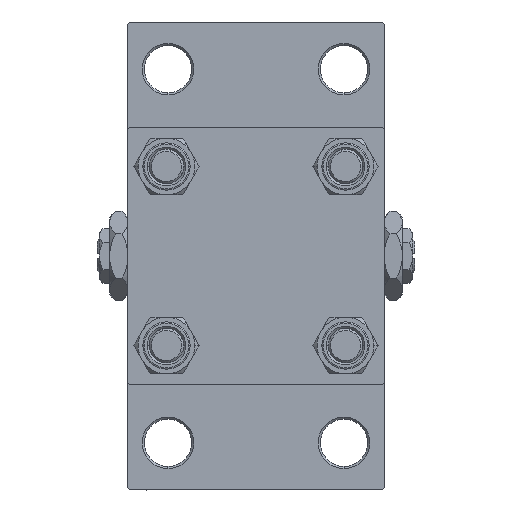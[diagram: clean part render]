
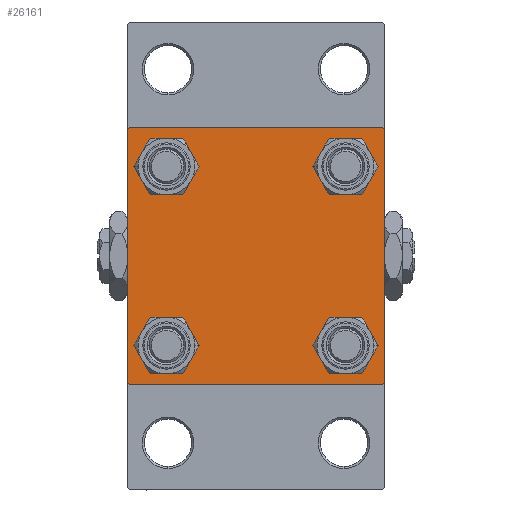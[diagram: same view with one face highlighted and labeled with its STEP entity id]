
A CAD part, left-side view. The second image highlights one B-rep face of the part: STEP entity #26161.
In plain terms, the highlighted planar face has unit normal (-1, 0, 0).
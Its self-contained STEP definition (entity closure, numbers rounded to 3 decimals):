
#981 = AXIS2_PLACEMENT_3D ( 'NONE', #48106, #28929, #14361 ) ;
#1088 = VECTOR ( 'NONE', #36086, 1000. ) ;
#1398 = AXIS2_PLACEMENT_3D ( 'NONE', #13773, #42849, #20902 ) ;
#1695 = LINE ( 'NONE', #35937, #2771 ) ;
#1858 = EDGE_LOOP ( 'NONE', ( #9103, #4483 ) ) ;
#1865 = EDGE_CURVE ( 'NONE', #24801, #36988, #31818, .T. ) ;
#2355 = CIRCLE ( 'NONE', #39347, 4.5 ) ;
#2429 = CIRCLE ( 'NONE', #43323, 4.5 ) ;
#2435 = LINE ( 'NONE', #16524, #30352 ) ;
#2437 = EDGE_CURVE ( 'NONE', #47394, #11327, #5089, .T. ) ;
#2771 = VECTOR ( 'NONE', #17446, 1000. ) ;
#2871 = ORIENTED_EDGE ( 'NONE', *, *, #48127, .T. ) ;
#3292 = EDGE_CURVE ( 'NONE', #32343, #41785, #6545, .T. ) ;
#3701 = CARTESIAN_POINT ( 'NONE',  ( 0., 30., 29.5 ) ) ;
#3945 = ORIENTED_EDGE ( 'NONE', *, *, #48295, .T. ) ;
#4483 = ORIENTED_EDGE ( 'NONE', *, *, #5375, .T. ) ;
#4877 = CARTESIAN_POINT ( 'NONE',  ( 0., 20.85, 16.35 ) ) ;
#4919 = VERTEX_POINT ( 'NONE', #46720 ) ;
#5089 = LINE ( 'NONE', #16665, #37337 ) ;
#5226 = ORIENTED_EDGE ( 'NONE', *, *, #44853, .T. ) ;
#5375 = EDGE_CURVE ( 'NONE', #41785, #32343, #46633, .T. ) ;
#5463 = AXIS2_PLACEMENT_3D ( 'NONE', #15280, #15520, #34745 ) ;
#6033 = VERTEX_POINT ( 'NONE', #18112 ) ;
#6166 = VERTEX_POINT ( 'NONE', #41034 ) ;
#6254 = LINE ( 'NONE', #36331, #31467 ) ;
#6545 = CIRCLE ( 'NONE', #19129, 4.5 ) ;
#7167 = ORIENTED_EDGE ( 'NONE', *, *, #46471, .T. ) ;
#7491 = CARTESIAN_POINT ( 'NONE',  ( 0., 30., -29.5 ) ) ;
#7958 = EDGE_CURVE ( 'NONE', #26647, #24036, #17106, .T. ) ;
#8600 = DIRECTION ( 'NONE',  ( 0., 0., 1. ) ) ;
#9103 = ORIENTED_EDGE ( 'NONE', *, *, #3292, .T. ) ;
#9927 = DIRECTION ( 'NONE',  ( 1., 0., 0. ) ) ;
#10489 = DIRECTION ( 'NONE',  ( 1., 0., 0. ) ) ;
#10556 = AXIS2_PLACEMENT_3D ( 'NONE', #44242, #10489, #25505 ) ;
#10777 = EDGE_CURVE ( 'NONE', #24036, #6033, #1695, .T. ) ;
#10949 = ORIENTED_EDGE ( 'NONE', *, *, #20762, .T. ) ;
#11289 = CARTESIAN_POINT ( 'NONE',  ( 0., -20.85, 20.85 ) ) ;
#11327 = VERTEX_POINT ( 'NONE', #12413 ) ;
#11373 = DIRECTION ( 'NONE',  ( 0., 0.707, 0.707 ) ) ;
#11539 = EDGE_LOOP ( 'NONE', ( #2871, #45318 ) ) ;
#12090 = ORIENTED_EDGE ( 'NONE', *, *, #10777, .T. ) ;
#12137 = ORIENTED_EDGE ( 'NONE', *, *, #33455, .F. ) ;
#12413 = CARTESIAN_POINT ( 'NONE',  ( 0., -30., -29.5 ) ) ;
#13773 = CARTESIAN_POINT ( 'NONE',  ( 0., -20.85, 20.85 ) ) ;
#14361 = DIRECTION ( 'NONE',  ( 0., 0., 1. ) ) ;
#15224 = EDGE_LOOP ( 'NONE', ( #20691, #5226 ) ) ;
#15280 = CARTESIAN_POINT ( 'NONE',  ( 0., 20.85, 20.85 ) ) ;
#15520 = DIRECTION ( 'NONE',  ( 1., 0., 0. ) ) ;
#15761 = CARTESIAN_POINT ( 'NONE',  ( 0., -20.85, -20.85 ) ) ;
#16115 = DIRECTION ( 'NONE',  ( 0., 0., 1. ) ) ;
#16164 = EDGE_CURVE ( 'NONE', #4919, #11327, #20925, .T. ) ;
#16328 = LINE ( 'NONE', #35311, #43863 ) ;
#16362 = FACE_BOUND ( 'NONE', #1858, .T. ) ;
#16524 = CARTESIAN_POINT ( 'NONE',  ( 0., 30., 30. ) ) ;
#16607 = FACE_BOUND ( 'NONE', #11539, .T. ) ;
#16665 = CARTESIAN_POINT ( 'NONE',  ( 0., -30., 30. ) ) ;
#17106 = LINE ( 'NONE', #39781, #1088 ) ;
#17446 = DIRECTION ( 'NONE',  ( 0., -0.707, -0.707 ) ) ;
#18112 = CARTESIAN_POINT ( 'NONE',  ( 0., 29.5, -30. ) ) ;
#18164 = AXIS2_PLACEMENT_3D ( 'NONE', #43440, #9927, #28170 ) ;
#18244 = CARTESIAN_POINT ( 'NONE',  ( 0., 20.85, -20.85 ) ) ;
#18715 = ORIENTED_EDGE ( 'NONE', *, *, #36382, .T. ) ;
#19129 = AXIS2_PLACEMENT_3D ( 'NONE', #18244, #33290, #43660 ) ;
#20062 = EDGE_LOOP ( 'NONE', ( #7167, #10949 ) ) ;
#20122 = VECTOR ( 'NONE', #25117, 1000. ) ;
#20691 = ORIENTED_EDGE ( 'NONE', *, *, #1865, .T. ) ;
#20762 = EDGE_CURVE ( 'NONE', #22792, #24763, #32110, .T. ) ;
#20902 = DIRECTION ( 'NONE',  ( 0., 0., 1. ) ) ;
#20925 = LINE ( 'NONE', #47303, #20122 ) ;
#21000 = DIRECTION ( 'NONE',  ( 0., -1., 0. ) ) ;
#22124 = DIRECTION ( 'NONE',  ( 1., 0., 0. ) ) ;
#22792 = VERTEX_POINT ( 'NONE', #48503 ) ;
#23115 = EDGE_LOOP ( 'NONE', ( #47243, #12090, #18715, #47255, #26318, #3945, #12137, #43580 ) ) ;
#23263 = FACE_OUTER_BOUND ( 'NONE', #23115, .T. ) ;
#23515 = PLANE ( 'NONE',  #40164 ) ;
#24036 = VERTEX_POINT ( 'NONE', #7491 ) ;
#24251 = DIRECTION ( 'NONE',  ( 0., 0.707, -0.707 ) ) ;
#24763 = VERTEX_POINT ( 'NONE', #37270 ) ;
#24801 = VERTEX_POINT ( 'NONE', #46538 ) ;
#25117 = DIRECTION ( 'NONE',  ( 0., -0.707, 0.707 ) ) ;
#25505 = DIRECTION ( 'NONE',  ( 0., 0., 1. ) ) ;
#26161 = ADVANCED_FACE ( 'NONE', ( #39043, #16607, #16362, #31414, #23263 ), #23515, .T. ) ;
#26318 = ORIENTED_EDGE ( 'NONE', *, *, #2437, .F. ) ;
#26338 = EDGE_CURVE ( 'NONE', #6166, #26647, #6254, .T. ) ;
#26647 = VERTEX_POINT ( 'NONE', #3701 ) ;
#26722 = EDGE_CURVE ( 'NONE', #42574, #45051, #2429, .T. ) ;
#27783 = VERTEX_POINT ( 'NONE', #38950 ) ;
#28170 = DIRECTION ( 'NONE',  ( 0., 0., 1. ) ) ;
#28579 = CARTESIAN_POINT ( 'NONE',  ( 0., -20.85, -16.35 ) ) ;
#28929 = DIRECTION ( 'NONE',  ( 1., 0., 0. ) ) ;
#29979 = CARTESIAN_POINT ( 'NONE',  ( 0., 20.85, -16.35 ) ) ;
#30108 = LINE ( 'NONE', #45122, #32333 ) ;
#30259 = DIRECTION ( 'NONE',  ( 0., 0., 1. ) ) ;
#30352 = VECTOR ( 'NONE', #47969, 1000. ) ;
#31044 = DIRECTION ( 'NONE',  ( 1., 0., 0. ) ) ;
#31414 = FACE_BOUND ( 'NONE', #15224, .T. ) ;
#31467 = VECTOR ( 'NONE', #24251, 1000. ) ;
#31818 = CIRCLE ( 'NONE', #10556, 4.5 ) ;
#31989 = CARTESIAN_POINT ( 'NONE',  ( 0., 20.85, -25.35 ) ) ;
#32110 = CIRCLE ( 'NONE', #1398, 4.5 ) ;
#32333 = VECTOR ( 'NONE', #11373, 1000. ) ;
#32343 = VERTEX_POINT ( 'NONE', #29979 ) ;
#33290 = DIRECTION ( 'NONE',  ( 1., 0., 0. ) ) ;
#33455 = EDGE_CURVE ( 'NONE', #6166, #27783, #2435, .T. ) ;
#34673 = CIRCLE ( 'NONE', #18164, 4.5 ) ;
#34745 = DIRECTION ( 'NONE',  ( 0., 0., 1. ) ) ;
#35311 = CARTESIAN_POINT ( 'NONE',  ( 0., 30., -30. ) ) ;
#35937 = CARTESIAN_POINT ( 'NONE',  ( 0., 29.75, -29.75 ) ) ;
#36086 = DIRECTION ( 'NONE',  ( 0., 0., -1. ) ) ;
#36331 = CARTESIAN_POINT ( 'NONE',  ( 0., 29.75, 29.75 ) ) ;
#36382 = EDGE_CURVE ( 'NONE', #6033, #4919, #16328, .T. ) ;
#36988 = VERTEX_POINT ( 'NONE', #4877 ) ;
#37133 = CARTESIAN_POINT ( 'NONE',  ( 0., -20.85, -25.35 ) ) ;
#37270 = CARTESIAN_POINT ( 'NONE',  ( 0., -20.85, 25.35 ) ) ;
#37337 = VECTOR ( 'NONE', #39597, 1000. ) ;
#37728 = CIRCLE ( 'NONE', #5463, 4.5 ) ;
#37916 = CARTESIAN_POINT ( 'NONE',  ( 0., -30., 29.5 ) ) ;
#38557 = CARTESIAN_POINT ( 'NONE',  ( 0., 0., 0. ) ) ;
#38950 = CARTESIAN_POINT ( 'NONE',  ( 0., -29.5, 30. ) ) ;
#39043 = FACE_BOUND ( 'NONE', #20062, .T. ) ;
#39347 = AXIS2_PLACEMENT_3D ( 'NONE', #11289, #22124, #30259 ) ;
#39597 = DIRECTION ( 'NONE',  ( 0., 0., -1. ) ) ;
#39781 = CARTESIAN_POINT ( 'NONE',  ( 0., 30., 30. ) ) ;
#40164 = AXIS2_PLACEMENT_3D ( 'NONE', #38557, #41761, #16115 ) ;
#41034 = CARTESIAN_POINT ( 'NONE',  ( 0., 29.5, 30. ) ) ;
#41761 = DIRECTION ( 'NONE',  ( -1., 0., 0. ) ) ;
#41785 = VERTEX_POINT ( 'NONE', #31989 ) ;
#42574 = VERTEX_POINT ( 'NONE', #37133 ) ;
#42849 = DIRECTION ( 'NONE',  ( 1., 0., 0. ) ) ;
#43323 = AXIS2_PLACEMENT_3D ( 'NONE', #15761, #31044, #8600 ) ;
#43440 = CARTESIAN_POINT ( 'NONE',  ( 0., -20.85, -20.85 ) ) ;
#43580 = ORIENTED_EDGE ( 'NONE', *, *, #26338, .T. ) ;
#43660 = DIRECTION ( 'NONE',  ( 0., 0., 1. ) ) ;
#43863 = VECTOR ( 'NONE', #21000, 1000. ) ;
#44242 = CARTESIAN_POINT ( 'NONE',  ( 0., 20.85, 20.85 ) ) ;
#44853 = EDGE_CURVE ( 'NONE', #36988, #24801, #37728, .T. ) ;
#45051 = VERTEX_POINT ( 'NONE', #28579 ) ;
#45122 = CARTESIAN_POINT ( 'NONE',  ( 0., -29.75, 29.75 ) ) ;
#45318 = ORIENTED_EDGE ( 'NONE', *, *, #26722, .T. ) ;
#46471 = EDGE_CURVE ( 'NONE', #24763, #22792, #2355, .T. ) ;
#46538 = CARTESIAN_POINT ( 'NONE',  ( 0., 20.85, 25.35 ) ) ;
#46633 = CIRCLE ( 'NONE', #981, 4.5 ) ;
#46720 = CARTESIAN_POINT ( 'NONE',  ( 0., -29.5, -30. ) ) ;
#47243 = ORIENTED_EDGE ( 'NONE', *, *, #7958, .T. ) ;
#47255 = ORIENTED_EDGE ( 'NONE', *, *, #16164, .T. ) ;
#47303 = CARTESIAN_POINT ( 'NONE',  ( 0., -29.75, -29.75 ) ) ;
#47394 = VERTEX_POINT ( 'NONE', #37916 ) ;
#47969 = DIRECTION ( 'NONE',  ( 0., -1., 0. ) ) ;
#48106 = CARTESIAN_POINT ( 'NONE',  ( 0., 20.85, -20.85 ) ) ;
#48127 = EDGE_CURVE ( 'NONE', #45051, #42574, #34673, .T. ) ;
#48295 = EDGE_CURVE ( 'NONE', #47394, #27783, #30108, .T. ) ;
#48503 = CARTESIAN_POINT ( 'NONE',  ( 0., -20.85, 16.35 ) ) ;
